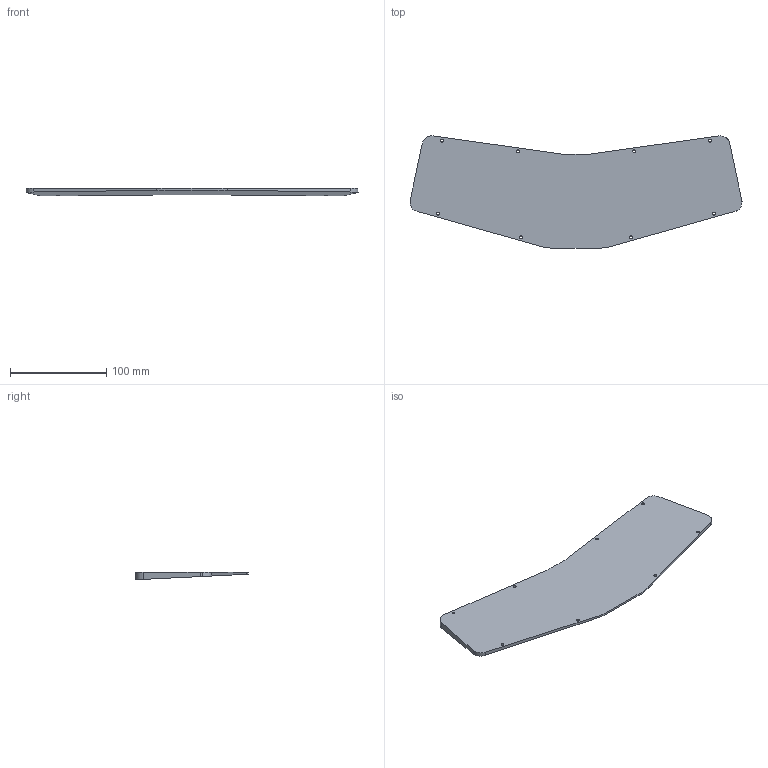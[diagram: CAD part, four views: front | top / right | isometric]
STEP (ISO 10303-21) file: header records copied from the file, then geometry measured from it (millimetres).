
FILE_DESCRIPTION (( 'STEP AP203' ), '1' );
FILE_NAME ('case_bottom.STEP', '2024-09-06T23:39:51', ( '' ), ( '' ), 'SwSTEP 2.0', 'SolidWorks 2024', '' );
FILE_SCHEMA (( 'CONFIG_CONTROL_DESIGN' ));
Length unit declared in the file: millimetre
Products named in the file (1): case_bottom
Bounding box: 344.3 x 116.49 x 7.72 mm (x, y, z)
Volume: 149778.1 mm3; surface area: 64989.4 mm2
Topology: 1 solids, 1 shells, 35 faces, 99 edges, 66 vertices
Faces by surface type: cylinder 25, plane 10
Entity records: 1247 total; most frequent: CARTESIAN_POINT 276, ORIENTED_EDGE 198, DIRECTION 171, EDGE_CURVE 99, VERTEX_POINT 66, AXIS2_PLACEMENT_3D 61, EDGE_LOOP 51, LINE 49
